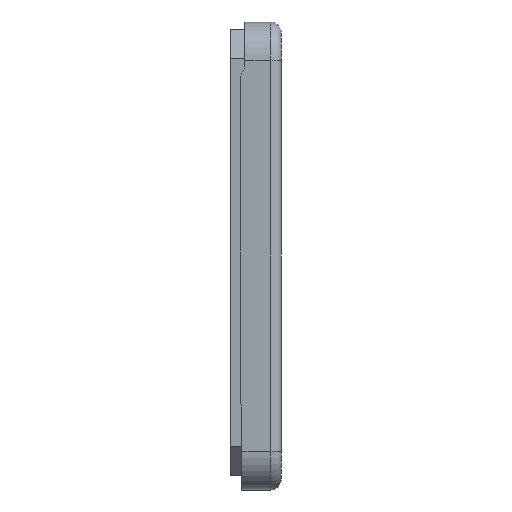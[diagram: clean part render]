
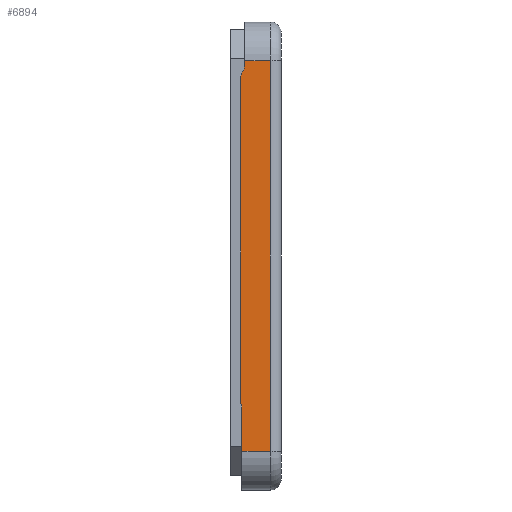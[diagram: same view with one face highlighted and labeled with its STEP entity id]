
A CAD part, left-side view. The second image highlights one B-rep face of the part: STEP entity #6894.
In plain terms, the highlighted planar face has unit normal (-1, 0, 0).
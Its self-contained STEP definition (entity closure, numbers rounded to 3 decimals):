
#10 = EDGE_CURVE ( 'NONE', #181, #6159, #3942, .T. ) ;
#181 = VERTEX_POINT ( 'NONE', #5302 ) ;
#226 = VERTEX_POINT ( 'NONE', #1517 ) ;
#246 = CARTESIAN_POINT ( 'NONE',  ( -25., -21., -35.5 ) ) ;
#333 = LINE ( 'NONE', #7469, #2860 ) ;
#449 = VERTEX_POINT ( 'NONE', #4742 ) ;
#630 = EDGE_CURVE ( 'NONE', #1149, #2409, #3837, .T. ) ;
#903 = DIRECTION ( 'NONE',  ( 0., 0., 1. ) ) ;
#946 = DIRECTION ( 'NONE',  ( 0., 0., 1. ) ) ;
#950 = ORIENTED_EDGE ( 'NONE', *, *, #1968, .F. ) ;
#987 = DIRECTION ( 'NONE',  ( 0., 0., 1. ) ) ;
#1003 = ORIENTED_EDGE ( 'NONE', *, *, #5185, .F. ) ;
#1087 = ORIENTED_EDGE ( 'NONE', *, *, #6597, .F. ) ;
#1149 = VERTEX_POINT ( 'NONE', #6885 ) ;
#1405 = DIRECTION ( 'NONE',  ( 0., 0., 1. ) ) ;
#1449 = CIRCLE ( 'NONE', #5173, 2. ) ;
#1517 = CARTESIAN_POINT ( 'NONE',  ( -25., -21., 35.5 ) ) ;
#1532 = DIRECTION ( 'NONE',  ( -1., 0., 0. ) ) ;
#1689 = DIRECTION ( 'NONE',  ( 0., -1., 0. ) ) ;
#1937 = VECTOR ( 'NONE', #4151, 1000. ) ;
#1957 = ORIENTED_EDGE ( 'NONE', *, *, #4965, .F. ) ;
#1968 = EDGE_CURVE ( 'NONE', #6159, #5560, #1449, .T. ) ;
#2045 = DIRECTION ( 'NONE',  ( 0., 0., 1. ) ) ;
#2101 = CARTESIAN_POINT ( 'NONE',  ( -25., -17.59, -26.346 ) ) ;
#2147 = CARTESIAN_POINT ( 'NONE',  ( -25., -14.33, 34.659 ) ) ;
#2197 = ORIENTED_EDGE ( 'NONE', *, *, #10, .F. ) ;
#2269 = DIRECTION ( 'NONE',  ( -1., 0., 0. ) ) ;
#2379 = LINE ( 'NONE', #6498, #5987 ) ;
#2409 = VERTEX_POINT ( 'NONE', #6673 ) ;
#2419 = VERTEX_POINT ( 'NONE', #246 ) ;
#2484 = AXIS2_PLACEMENT_3D ( 'NONE', #5487, #4351, #1405 ) ;
#2555 = ORIENTED_EDGE ( 'NONE', *, *, #630, .F. ) ;
#2586 = CARTESIAN_POINT ( 'NONE',  ( -25., -15.59, 32.341 ) ) ;
#2650 = EDGE_LOOP ( 'NONE', ( #2555, #2924, #6848, #4508, #1087, #6266, #950, #2197, #1003, #1957 ) ) ;
#2710 = AXIS2_PLACEMENT_3D ( 'NONE', #2101, #3975, #903 ) ;
#2766 = AXIS2_PLACEMENT_3D ( 'NONE', #2147, #1532, #987 ) ;
#2828 = LINE ( 'NONE', #5122, #7277 ) ;
#2860 = VECTOR ( 'NONE', #946, 1000. ) ;
#2884 = AXIS2_PLACEMENT_3D ( 'NONE', #5337, #2269, #3620 ) ;
#2924 = ORIENTED_EDGE ( 'NONE', *, *, #4966, .T. ) ;
#2969 = EDGE_CURVE ( 'NONE', #226, #449, #2828, .T. ) ;
#3044 = EDGE_CURVE ( 'NONE', #2419, #226, #6550, .T. ) ;
#3080 = VECTOR ( 'NONE', #2045, 1000. ) ;
#3111 = FACE_OUTER_BOUND ( 'NONE', #2650, .T. ) ;
#3185 = PLANE ( 'NONE',  #2484 ) ;
#3489 = CARTESIAN_POINT ( 'NONE',  ( -25., -17.59, 32.341 ) ) ;
#3620 = DIRECTION ( 'NONE',  ( 0., 0., 1. ) ) ;
#3669 = EDGE_CURVE ( 'NONE', #5560, #6345, #5000, .T. ) ;
#3837 = LINE ( 'NONE', #6207, #3080 ) ;
#3942 = LINE ( 'NONE', #5148, #7605 ) ;
#3962 = CARTESIAN_POINT ( 'NONE',  ( -25., -15.7, -27. ) ) ;
#3975 = DIRECTION ( 'NONE',  ( 1., 0., 0. ) ) ;
#4006 = CIRCLE ( 'NONE', #2884, 2. ) ;
#4151 = DIRECTION ( 'NONE',  ( 0., 0., 1. ) ) ;
#4351 = DIRECTION ( 'NONE',  ( -1., 0., 0. ) ) ;
#4508 = ORIENTED_EDGE ( 'NONE', *, *, #2969, .T. ) ;
#4649 = CARTESIAN_POINT ( 'NONE',  ( -25., -16.33, 34.659 ) ) ;
#4696 = DIRECTION ( 'NONE',  ( 1., 0., 0. ) ) ;
#4742 = CARTESIAN_POINT ( 'NONE',  ( -25., -16.33, 35.5 ) ) ;
#4965 = EDGE_CURVE ( 'NONE', #2409, #5897, #4006, .T. ) ;
#4966 = EDGE_CURVE ( 'NONE', #1149, #2419, #2379, .T. ) ;
#5000 = CIRCLE ( 'NONE', #2766, 2. ) ;
#5095 = CARTESIAN_POINT ( 'NONE',  ( -25., -15.96, 33.5 ) ) ;
#5122 = CARTESIAN_POINT ( 'NONE',  ( -25., -23., 35.5 ) ) ;
#5148 = CARTESIAN_POINT ( 'NONE',  ( -25., -15.59, 42.5 ) ) ;
#5173 = AXIS2_PLACEMENT_3D ( 'NONE', #3489, #4696, #5388 ) ;
#5185 = EDGE_CURVE ( 'NONE', #5897, #181, #5493, .T. ) ;
#5302 = CARTESIAN_POINT ( 'NONE',  ( -25., -15.59, -26.346 ) ) ;
#5337 = CARTESIAN_POINT ( 'NONE',  ( -25., -13.81, -27.654 ) ) ;
#5388 = DIRECTION ( 'NONE',  ( 0., 0., 1. ) ) ;
#5390 = CARTESIAN_POINT ( 'NONE',  ( -25., -21., 42.5 ) ) ;
#5487 = CARTESIAN_POINT ( 'NONE',  ( -25., -23., 42.5 ) ) ;
#5493 = CIRCLE ( 'NONE', #2710, 2. ) ;
#5560 = VERTEX_POINT ( 'NONE', #5095 ) ;
#5897 = VERTEX_POINT ( 'NONE', #3962 ) ;
#5987 = VECTOR ( 'NONE', #1689, 1000. ) ;
#6159 = VERTEX_POINT ( 'NONE', #2586 ) ;
#6207 = CARTESIAN_POINT ( 'NONE',  ( -25., -15.81, 42.5 ) ) ;
#6266 = ORIENTED_EDGE ( 'NONE', *, *, #3669, .F. ) ;
#6345 = VERTEX_POINT ( 'NONE', #4649 ) ;
#6498 = CARTESIAN_POINT ( 'NONE',  ( -25., -23., -35.5 ) ) ;
#6550 = LINE ( 'NONE', #5390, #1937 ) ;
#6597 = EDGE_CURVE ( 'NONE', #6345, #449, #333, .T. ) ;
#6673 = CARTESIAN_POINT ( 'NONE',  ( -25., -15.81, -27.654 ) ) ;
#6848 = ORIENTED_EDGE ( 'NONE', *, *, #3044, .T. ) ;
#6885 = CARTESIAN_POINT ( 'NONE',  ( -25., -15.81, -35.5 ) ) ;
#6894 = ADVANCED_FACE ( 'NONE', ( #3111 ), #3185, .T. ) ;
#7277 = VECTOR ( 'NONE', #7569, 1000. ) ;
#7469 = CARTESIAN_POINT ( 'NONE',  ( -25., -16.33, 42.5 ) ) ;
#7511 = DIRECTION ( 'NONE',  ( 0., 0., 1. ) ) ;
#7569 = DIRECTION ( 'NONE',  ( 0., 1., 0. ) ) ;
#7605 = VECTOR ( 'NONE', #7511, 1000. ) ;
